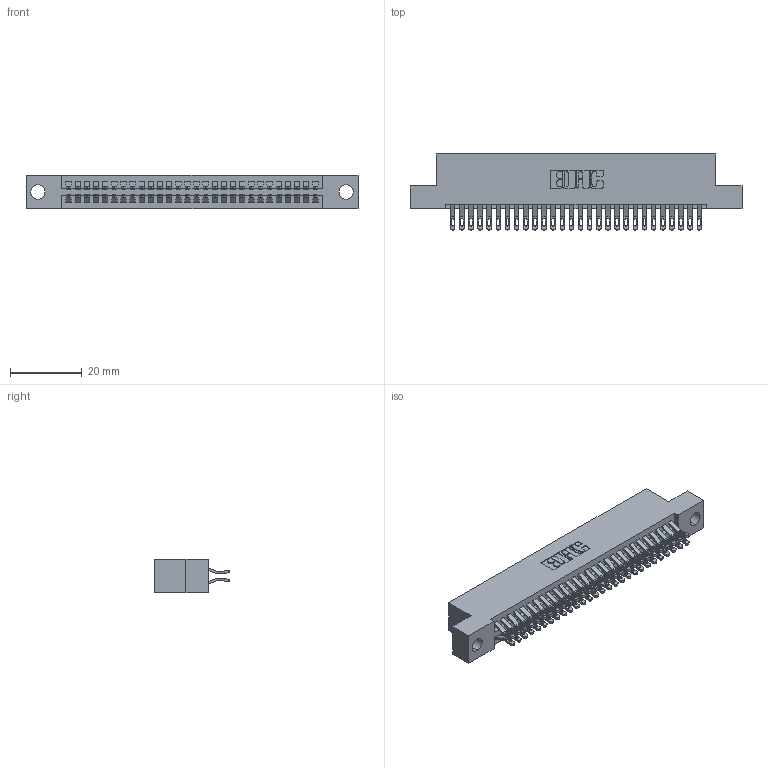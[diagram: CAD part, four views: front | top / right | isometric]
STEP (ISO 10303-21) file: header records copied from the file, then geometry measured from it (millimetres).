
FILE_DESCRIPTION (( 'STEP AP203' ), '1' );
FILE_NAME ('345-056-555-204.STEP', '2018-09-25T19:51:17', ( '' ), ( '' ), 'SwSTEP 2.0', 'SolidWorks 2016', '' );
FILE_SCHEMA (( 'CONFIG_CONTROL_DESIGN' ));
Length unit declared in the file: inch
Products named in the file (3): 345-292-001_555 Tail; 345-056-555-204; 345 Part_Flush Mounting Lugs - 0.156 Dia-TH
Assembly tree (57 placements, depth 2):
  345-056-555-204
    345 Part_Flush Mounting Lugs - 0.156 Dia-TH
    345-292-001_555 Tail  x56
Bounding box: 92.33 x 21.13 x 9.4 mm (x, y, z)
Volume: 8913.6 mm3; surface area: 13284.7 mm2
Topology: 57 solids, 57 shells, 3262 faces, 10253 edges, 6834 vertices
Faces by surface type: plane 1816, cylinder 1446
Entity records: 24183 total; most frequent: CARTESIAN_POINT 4102, ORIENTED_EDGE 4006, DIRECTION 3603, EDGE_CURVE 2003, VECTOR 1739, LINE 1739, VERTEX_POINT 1334, AXIS2_PLACEMENT_3D 932
